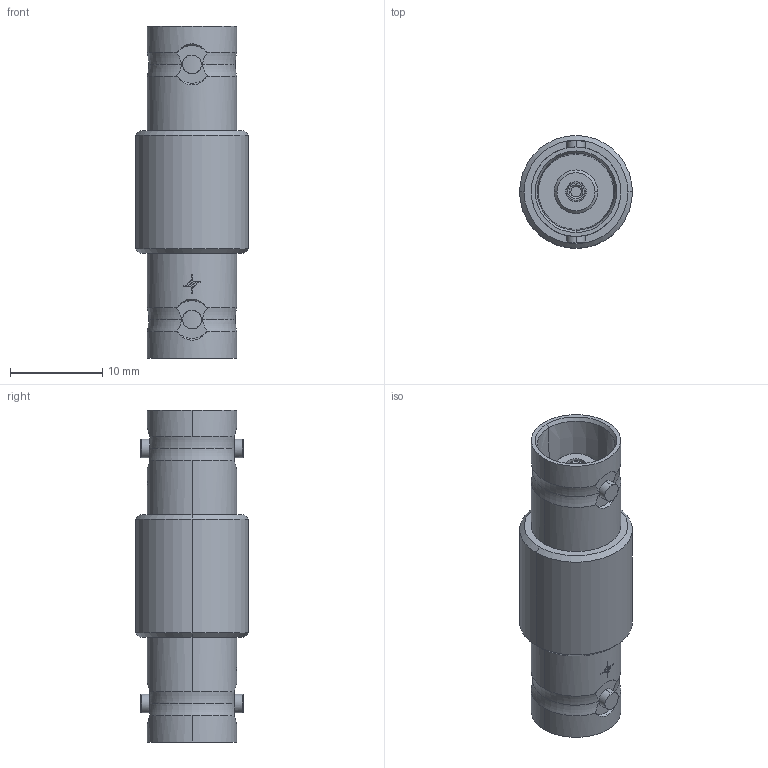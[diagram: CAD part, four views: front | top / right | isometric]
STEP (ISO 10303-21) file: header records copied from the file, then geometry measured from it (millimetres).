
FILE_DESCRIPTION (( 'STEP AP214' ), '1' );
FILE_NAME ('J01004A0618.STEP', '2016-03-09T13:51:04', ( '' ), ( '' ), 'SwSTEP 2.0', 'SolidWorks 2015', '' );
FILE_SCHEMA (( 'AUTOMOTIVE_DESIGN' ));
Length unit declared in the file: millimetre
Products named in the file (1): J01004A0618
Bounding box: 12.2 x 12.2 x 35.9 mm (x, y, z)
Volume: 2596.9 mm3; surface area: 1966.9 mm2
Topology: 1 solids, 1 shells, 200 faces, 488 edges, 318 vertices
Faces by surface type: plane 86, cylinder 62, cone 40, torus 12
Entity records: 8396 total; most frequent: CARTESIAN_POINT 1695, ORIENTED_EDGE 976, DIRECTION 904, EDGE_CURVE 488, AXIS2_PLACEMENT_3D 355, VERTEX_POINT 318, EDGE_LOOP 228, FACE_OUTER_BOUND 200
